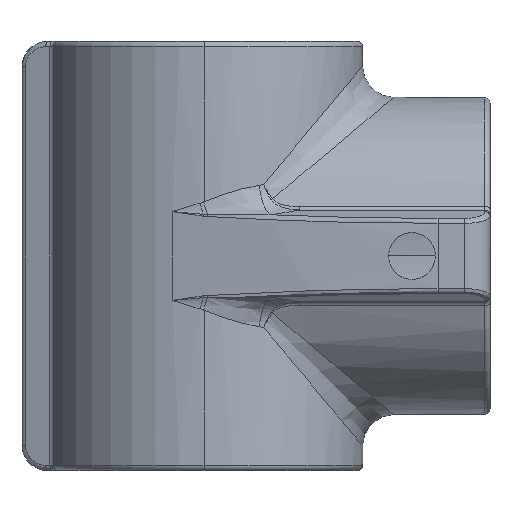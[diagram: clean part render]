
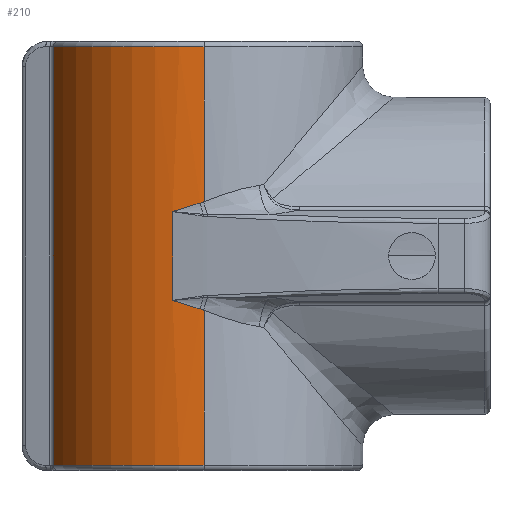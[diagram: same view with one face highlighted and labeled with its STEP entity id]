
A CAD part, left-side view. The second image highlights one B-rep face of the part: STEP entity #210.
In plain terms, the highlighted cylindrical face has radius 30.5 mm (diameter 61 mm), a partial arc.
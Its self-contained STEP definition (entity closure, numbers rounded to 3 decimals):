
#7 = CARTESIAN_POINT ( 'NONE',  ( 0., 0., 40.25 ) ) ;
#35 = VECTOR ( 'NONE', #1255, 1000. ) ;
#41 = DIRECTION ( 'NONE',  ( 0., 0., 1. ) ) ;
#70 = VERTEX_POINT ( 'NONE', #3631 ) ;
#91 = CARTESIAN_POINT ( 'NONE',  ( -30.5, 0.117, 10.424 ) ) ;
#102 = B_SPLINE_CURVE_WITH_KNOTS ( 'NONE', 3,
 ( #3070, #663, #1654, #2099, #1198, #1673 ),
 .UNSPECIFIED., .F., .F.,
 ( 4, 2, 4 ),
 ( 0., 0.003, 0.006 ),
 .UNSPECIFIED. ) ;
#111 = DIRECTION ( 'NONE',  ( 1., 0., 0. ) ) ;
#158 = ORIENTED_EDGE ( 'NONE', *, *, #2173, .T. ) ;
#210 = ADVANCED_FACE ( 'NONE', ( #1633 ), #3241, .T. ) ;
#261 = ORIENTED_EDGE ( 'NONE', *, *, #3920, .T. ) ;
#292 = CARTESIAN_POINT ( 'NONE',  ( -30.409, 2.518, 9.598 ) ) ;
#338 = CARTESIAN_POINT ( 'NONE',  ( -30.5, 0.039, -10.454 ) ) ;
#382 = B_SPLINE_CURVE_WITH_KNOTS ( 'NONE', 3,
 ( #5661, #4270, #6137, #3719 ),
 .UNSPECIFIED., .F., .F.,
 ( 4, 4 ),
 ( 0., 0.001 ),
 .UNSPECIFIED. ) ;
#422 = B_SPLINE_CURVE_WITH_KNOTS ( 'NONE', 3,
 ( #888, #338, #1878, #2688 ),
 .UNSPECIFIED., .F., .F.,
 ( 4, 4 ),
 ( 0.011, 0.011 ),
 .UNSPECIFIED. ) ;
#528 = DIRECTION ( 'NONE',  ( 0., 0., -1. ) ) ;
#587 = CARTESIAN_POINT ( 'NONE',  ( 0., 0., -40.25 ) ) ;
#663 = CARTESIAN_POINT ( 'NONE',  ( -30.469, 1.635, -9.877 ) ) ;
#701 = VECTOR ( 'NONE', #1751, 1000. ) ;
#788 = CARTESIAN_POINT ( 'NONE',  ( -30.469, 1.635, 9.877 ) ) ;
#888 = CARTESIAN_POINT ( 'NONE',  ( -30.5, 0., -10.469 ) ) ;
#944 = AXIS2_PLACEMENT_3D ( 'NONE', #587, #41, #111 ) ;
#948 = EDGE_CURVE ( 'NONE', #6129, #5183, #2522, .T. ) ;
#1055 = B_SPLINE_CURVE_WITH_KNOTS ( 'NONE', 3,
 ( #91, #2399, #2030, #1061 ),
 .UNSPECIFIED., .F., .F.,
 ( 4, 4 ),
 ( 0., 0. ),
 .UNSPECIFIED. ) ;
#1061 = CARTESIAN_POINT ( 'NONE',  ( -30.5, 0., 10.469 ) ) ;
#1134 = VERTEX_POINT ( 'NONE', #6045 ) ;
#1139 = VERTEX_POINT ( 'NONE', #5265 ) ;
#1198 = CARTESIAN_POINT ( 'NONE',  ( -30.072, 5.167, -8.796 ) ) ;
#1203 = CARTESIAN_POINT ( 'NONE',  ( -29.896, 6.04, -41.25 ) ) ;
#1255 = DIRECTION ( 'NONE',  ( 0., 0., 1. ) ) ;
#1270 = CARTESIAN_POINT ( 'NONE',  ( -30.5, 0., -41.25 ) ) ;
#1325 = EDGE_CURVE ( 'NONE', #1134, #1139, #1055, .T. ) ;
#1348 = CARTESIAN_POINT ( 'NONE',  ( -30.211, 4.283, 9.057 ) ) ;
#1522 = DIRECTION ( 'NONE',  ( 1., 0., 0. ) ) ;
#1584 = LINE ( 'NONE', #1270, #2807 ) ;
#1600 = AXIS2_PLACEMENT_3D ( 'NONE', #7, #528, #1522 ) ;
#1633 = FACE_OUTER_BOUND ( 'NONE', #2032, .T. ) ;
#1654 = CARTESIAN_POINT ( 'NONE',  ( -30.409, 2.518, -9.597 ) ) ;
#1673 = CARTESIAN_POINT ( 'NONE',  ( -29.896, 6.04, -8.536 ) ) ;
#1735 = CARTESIAN_POINT ( 'NONE',  ( -30.5, 0.117, -10.424 ) ) ;
#1751 = DIRECTION ( 'NONE',  ( 0., 0., -1. ) ) ;
#1814 = CARTESIAN_POINT ( 'NONE',  ( -30.5, 0., -10.469 ) ) ;
#1819 = EDGE_CURVE ( 'NONE', #1139, #3320, #2444, .T. ) ;
#1878 = CARTESIAN_POINT ( 'NONE',  ( -30.5, 0.078, -10.439 ) ) ;
#2030 = CARTESIAN_POINT ( 'NONE',  ( -30.5, 0.039, 10.454 ) ) ;
#2032 = EDGE_LOOP ( 'NONE', ( #2569, #261, #4006, #2788, #5846, #2302, #4965, #4336, #5902, #5243, #5498, #158 ) ) ;
#2099 = CARTESIAN_POINT ( 'NONE',  ( -30.211, 4.282, -9.057 ) ) ;
#2173 = EDGE_CURVE ( 'NONE', #70, #2529, #3984, .T. ) ;
#2284 = VERTEX_POINT ( 'NONE', #5794 ) ;
#2292 = CARTESIAN_POINT ( 'NONE',  ( 0., 0., -41.25 ) ) ;
#2302 = ORIENTED_EDGE ( 'NONE', *, *, #948, .T. ) ;
#2399 = CARTESIAN_POINT ( 'NONE',  ( -30.5, 0.078, 10.439 ) ) ;
#2444 = LINE ( 'NONE', #4496, #3992 ) ;
#2522 = LINE ( 'NONE', #1203, #35 ) ;
#2529 = VERTEX_POINT ( 'NONE', #5544 ) ;
#2535 = CARTESIAN_POINT ( 'NONE',  ( -30.491, 0.759, -10.187 ) ) ;
#2551 = DIRECTION ( 'NONE',  ( 0., 0., 1. ) ) ;
#2569 = ORIENTED_EDGE ( 'NONE', *, *, #5064, .T. ) ;
#2599 = EDGE_CURVE ( 'NONE', #5183, #2990, #4792, .T. ) ;
#2633 = VERTEX_POINT ( 'NONE', #1814 ) ;
#2635 = CIRCLE ( 'NONE', #944, 30.5 ) ;
#2688 = CARTESIAN_POINT ( 'NONE',  ( -30.5, 0.117, -10.424 ) ) ;
#2788 = ORIENTED_EDGE ( 'NONE', *, *, #4771, .T. ) ;
#2807 = VECTOR ( 'NONE', #4194, 1000. ) ;
#2893 = CARTESIAN_POINT ( 'NONE',  ( -30.499, 0.33, -10.342 ) ) ;
#2990 = VERTEX_POINT ( 'NONE', #3887 ) ;
#3070 = CARTESIAN_POINT ( 'NONE',  ( -30.491, 0.759, -10.187 ) ) ;
#3241 = CYLINDRICAL_SURFACE ( 'NONE', #4534, 30.5 ) ;
#3245 = DIRECTION ( 'NONE',  ( 1., 0., 0. ) ) ;
#3320 = VERTEX_POINT ( 'NONE', #6049 ) ;
#3330 = CARTESIAN_POINT ( 'NONE',  ( -29.896, 6.04, 8.536 ) ) ;
#3517 = VERTEX_POINT ( 'NONE', #3567 ) ;
#3567 = CARTESIAN_POINT ( 'NONE',  ( -30.5, 0., -40.25 ) ) ;
#3595 = CARTESIAN_POINT ( 'NONE',  ( -9.473, 28.992, -41.25 ) ) ;
#3631 = CARTESIAN_POINT ( 'NONE',  ( -9.473, 28.992, 40.25 ) ) ;
#3719 = CARTESIAN_POINT ( 'NONE',  ( -30.5, 0.117, 10.424 ) ) ;
#3879 = CIRCLE ( 'NONE', #1600, 30.5 ) ;
#3887 = CARTESIAN_POINT ( 'NONE',  ( -30.491, 0.759, 10.187 ) ) ;
#3920 = EDGE_CURVE ( 'NONE', #3517, #2633, #1584, .T. ) ;
#3984 = LINE ( 'NONE', #3595, #701 ) ;
#3992 = VECTOR ( 'NONE', #2551, 1000. ) ;
#4006 = ORIENTED_EDGE ( 'NONE', *, *, #5420, .T. ) ;
#4122 = CARTESIAN_POINT ( 'NONE',  ( -30.491, 0.759, 10.187 ) ) ;
#4194 = DIRECTION ( 'NONE',  ( 0., 0., 1. ) ) ;
#4270 = CARTESIAN_POINT ( 'NONE',  ( -30.496, 0.544, 10.263 ) ) ;
#4336 = ORIENTED_EDGE ( 'NONE', *, *, #4713, .T. ) ;
#4496 = CARTESIAN_POINT ( 'NONE',  ( -30.5, 0., -41.25 ) ) ;
#4534 = AXIS2_PLACEMENT_3D ( 'NONE', #2292, #6124, #3245 ) ;
#4634 = CARTESIAN_POINT ( 'NONE',  ( -29.896, 6.04, -8.536 ) ) ;
#4637 = CARTESIAN_POINT ( 'NONE',  ( -29.896, 6.04, 8.536 ) ) ;
#4713 = EDGE_CURVE ( 'NONE', #2990, #1134, #382, .T. ) ;
#4751 = B_SPLINE_CURVE_WITH_KNOTS ( 'NONE', 3,
 ( #4826, #2893, #4979, #2535 ),
 .UNSPECIFIED., .F., .F.,
 ( 4, 4 ),
 ( 0., 0.001 ),
 .UNSPECIFIED. ) ;
#4771 = EDGE_CURVE ( 'NONE', #5727, #2284, #4751, .T. ) ;
#4792 = B_SPLINE_CURVE_WITH_KNOTS ( 'NONE', 3,
 ( #4637, #5587, #1348, #292, #788, #4122 ),
 .UNSPECIFIED., .F., .F.,
 ( 4, 2, 4 ),
 ( 0., 0.003, 0.006 ),
 .UNSPECIFIED. ) ;
#4826 = CARTESIAN_POINT ( 'NONE',  ( -30.5, 0.117, -10.424 ) ) ;
#4965 = ORIENTED_EDGE ( 'NONE', *, *, #2599, .T. ) ;
#4979 = CARTESIAN_POINT ( 'NONE',  ( -30.496, 0.544, -10.263 ) ) ;
#5064 = EDGE_CURVE ( 'NONE', #2529, #3517, #2635, .T. ) ;
#5183 = VERTEX_POINT ( 'NONE', #3330 ) ;
#5243 = ORIENTED_EDGE ( 'NONE', *, *, #1819, .T. ) ;
#5265 = CARTESIAN_POINT ( 'NONE',  ( -30.5, 0., 10.469 ) ) ;
#5420 = EDGE_CURVE ( 'NONE', #2633, #5727, #422, .T. ) ;
#5498 = ORIENTED_EDGE ( 'NONE', *, *, #6145, .T. ) ;
#5544 = CARTESIAN_POINT ( 'NONE',  ( -9.473, 28.992, -40.25 ) ) ;
#5587 = CARTESIAN_POINT ( 'NONE',  ( -30.073, 5.165, 8.797 ) ) ;
#5661 = CARTESIAN_POINT ( 'NONE',  ( -30.491, 0.759, 10.187 ) ) ;
#5727 = VERTEX_POINT ( 'NONE', #1735 ) ;
#5794 = CARTESIAN_POINT ( 'NONE',  ( -30.491, 0.759, -10.187 ) ) ;
#5846 = ORIENTED_EDGE ( 'NONE', *, *, #6087, .T. ) ;
#5902 = ORIENTED_EDGE ( 'NONE', *, *, #1325, .T. ) ;
#6045 = CARTESIAN_POINT ( 'NONE',  ( -30.5, 0.117, 10.424 ) ) ;
#6049 = CARTESIAN_POINT ( 'NONE',  ( -30.5, 0., 40.25 ) ) ;
#6087 = EDGE_CURVE ( 'NONE', #2284, #6129, #102, .T. ) ;
#6124 = DIRECTION ( 'NONE',  ( 0., 0., 1. ) ) ;
#6129 = VERTEX_POINT ( 'NONE', #4634 ) ;
#6137 = CARTESIAN_POINT ( 'NONE',  ( -30.499, 0.33, 10.342 ) ) ;
#6145 = EDGE_CURVE ( 'NONE', #3320, #70, #3879, .T. ) ;
